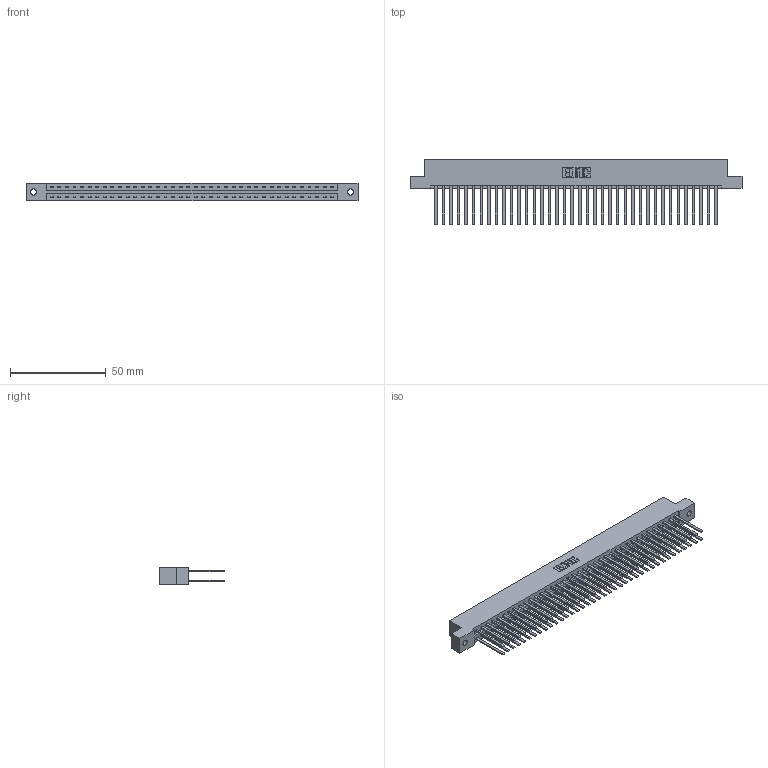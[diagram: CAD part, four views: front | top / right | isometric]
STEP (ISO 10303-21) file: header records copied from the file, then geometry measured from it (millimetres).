
FILE_DESCRIPTION (( 'STEP AP203' ), '1' );
FILE_NAME ('387-076-544-202.STEP', '2018-09-23T15:53:37', ( '' ), ( '' ), 'SwSTEP 2.0', 'SolidWorks 2016', '' );
FILE_SCHEMA (( 'CONFIG_CONTROL_DESIGN' ));
Length unit declared in the file: inch
Products named in the file (3): 387-076-544-202; 337 Part_Flush Mounting Lugs - 0.128 Dia; 345-292-001_345-293-144
Assembly tree (77 placements, depth 2):
  387-076-544-202
    337 Part_Flush Mounting Lugs - 0.128 Dia
    345-292-001_345-293-144  x76
Bounding box: 173.58 x 34.3 x 9.4 mm (x, y, z)
Volume: 19269.1 mm3; surface area: 24952.5 mm2
Topology: 77 solids, 77 shells, 3762 faces, 11179 edges, 7350 vertices
Faces by surface type: plane 2654, cylinder 1108
Entity records: 29799 total; most frequent: CARTESIAN_POINT 5022, ORIENTED_EDGE 4958, DIRECTION 4275, EDGE_CURVE 2479, LINE 2355, VECTOR 2355, VERTEX_POINT 1650, AXIS2_PLACEMENT_3D 960
